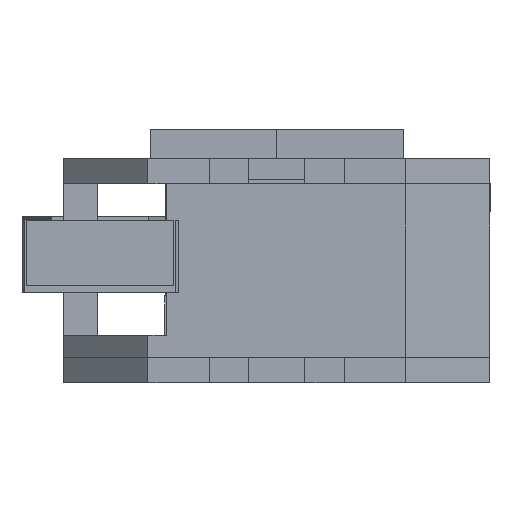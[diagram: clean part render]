
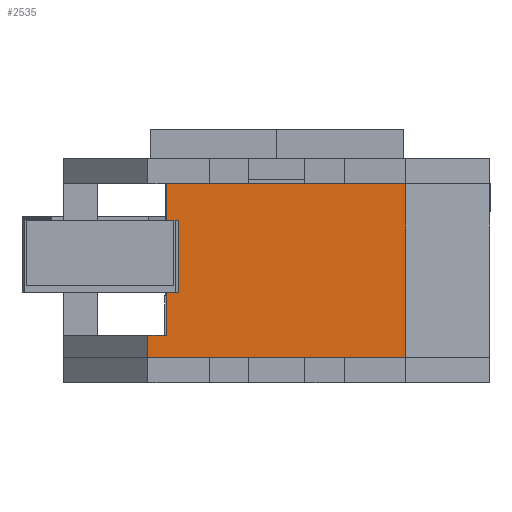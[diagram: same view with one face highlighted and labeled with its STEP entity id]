
A CAD part, left-side view. The second image highlights one B-rep face of the part: STEP entity #2535.
In plain terms, the highlighted face is planar.
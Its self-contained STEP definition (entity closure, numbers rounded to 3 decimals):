
#93 = EDGE_CURVE ( 'NONE', #708, #5041, #3714, .T. ) ;
#208 = ORIENTED_EDGE ( 'NONE', *, *, #3046, .F. ) ;
#306 = EDGE_LOOP ( 'NONE', ( #208, #3932, #1739, #2395, #1956, #905 ) ) ;
#380 = DIRECTION ( 'NONE',  ( 0., 1., 0. ) ) ;
#405 = VECTOR ( 'NONE', #2485, 1000. ) ;
#542 = CARTESIAN_POINT ( 'NONE',  ( 104., -19.736, 31. ) ) ;
#570 = DIRECTION ( 'NONE',  ( 0., -1., 0. ) ) ;
#649 = CARTESIAN_POINT ( 'NONE',  ( 104., -23., 0. ) ) ;
#708 = VERTEX_POINT ( 'NONE', #649 ) ;
#905 = ORIENTED_EDGE ( 'NONE', *, *, #4411, .F. ) ;
#997 = CARTESIAN_POINT ( 'NONE',  ( 104., -23., 31. ) ) ;
#1172 = CARTESIAN_POINT ( 'NONE',  ( 104., -23., 4. ) ) ;
#1286 = CARTESIAN_POINT ( 'NONE',  ( 104., -23., 0. ) ) ;
#1331 = VECTOR ( 'NONE', #3724, 1000. ) ;
#1367 = CARTESIAN_POINT ( 'NONE',  ( 104., 23., 31. ) ) ;
#1509 = CARTESIAN_POINT ( 'NONE',  ( 104., -19.736, 31. ) ) ;
#1536 = VECTOR ( 'NONE', #5164, 1000. ) ;
#1595 = EDGE_CURVE ( 'NONE', #2571, #4149, #2045, .T. ) ;
#1739 = ORIENTED_EDGE ( 'NONE', *, *, #4535, .T. ) ;
#1762 = LINE ( 'NONE', #997, #405 ) ;
#1769 = VECTOR ( 'NONE', #4167, 1000. ) ;
#1956 = ORIENTED_EDGE ( 'NONE', *, *, #2060, .F. ) ;
#2045 = LINE ( 'NONE', #1172, #1536 ) ;
#2049 = CARTESIAN_POINT ( 'NONE',  ( 104., 23., 31. ) ) ;
#2060 = EDGE_CURVE ( 'NONE', #3850, #5041, #4980, .T. ) ;
#2324 = CARTESIAN_POINT ( 'NONE',  ( 104., 23., 0. ) ) ;
#2395 = ORIENTED_EDGE ( 'NONE', *, *, #93, .T. ) ;
#2485 = DIRECTION ( 'NONE',  ( 0., 0., -1. ) ) ;
#2535 = ADVANCED_FACE ( 'NONE', ( #3287 ), #4898, .F. ) ;
#2571 = VERTEX_POINT ( 'NONE', #3341 ) ;
#2865 = LINE ( 'NONE', #4837, #3164 ) ;
#2915 = LINE ( 'NONE', #542, #1331 ) ;
#3046 = EDGE_CURVE ( 'NONE', #2571, #5104, #2915, .T. ) ;
#3164 = VECTOR ( 'NONE', #380, 1000. ) ;
#3287 = FACE_OUTER_BOUND ( 'NONE', #306, .T. ) ;
#3341 = CARTESIAN_POINT ( 'NONE',  ( 104., -19.736, 4. ) ) ;
#3392 = CARTESIAN_POINT ( 'NONE',  ( 104., -23., 31. ) ) ;
#3714 = LINE ( 'NONE', #1286, #1769 ) ;
#3724 = DIRECTION ( 'NONE',  ( 0., 0., 1. ) ) ;
#3811 = VECTOR ( 'NONE', #3814, 1000. ) ;
#3814 = DIRECTION ( 'NONE',  ( 0., 0., -1. ) ) ;
#3850 = VERTEX_POINT ( 'NONE', #2049 ) ;
#3932 = ORIENTED_EDGE ( 'NONE', *, *, #1595, .T. ) ;
#4098 = DIRECTION ( 'NONE',  ( -1., 0., 0. ) ) ;
#4149 = VERTEX_POINT ( 'NONE', #4675 ) ;
#4167 = DIRECTION ( 'NONE',  ( 0., 1., 0. ) ) ;
#4334 = AXIS2_PLACEMENT_3D ( 'NONE', #3392, #4098, #570 ) ;
#4411 = EDGE_CURVE ( 'NONE', #5104, #3850, #2865, .T. ) ;
#4535 = EDGE_CURVE ( 'NONE', #4149, #708, #1762, .T. ) ;
#4675 = CARTESIAN_POINT ( 'NONE',  ( 104., -23., 4. ) ) ;
#4837 = CARTESIAN_POINT ( 'NONE',  ( 104., -23., 31. ) ) ;
#4898 = PLANE ( 'NONE',  #4334 ) ;
#4980 = LINE ( 'NONE', #1367, #3811 ) ;
#5041 = VERTEX_POINT ( 'NONE', #2324 ) ;
#5104 = VERTEX_POINT ( 'NONE', #1509 ) ;
#5164 = DIRECTION ( 'NONE',  ( 0., -1., 0. ) ) ;
